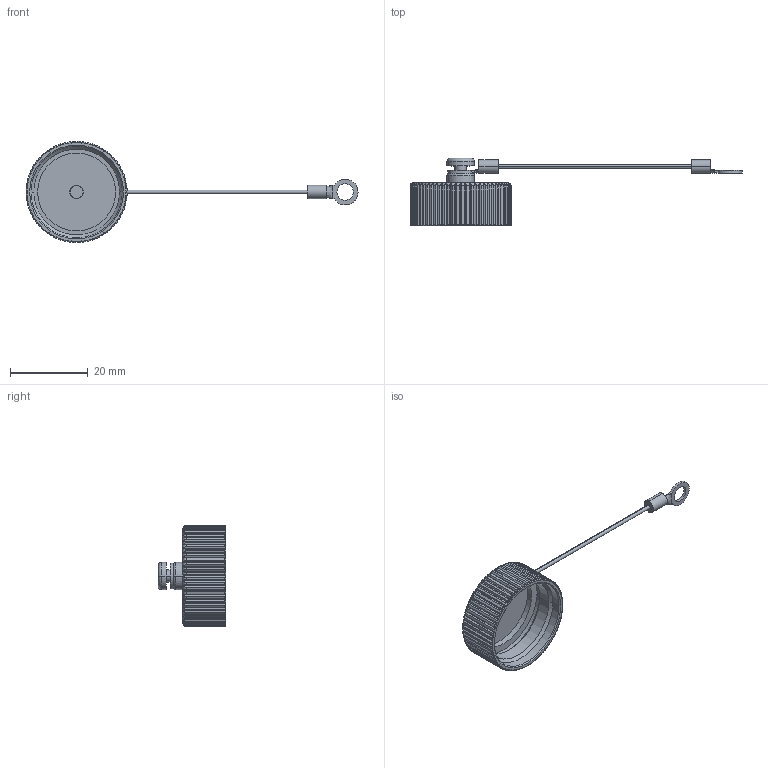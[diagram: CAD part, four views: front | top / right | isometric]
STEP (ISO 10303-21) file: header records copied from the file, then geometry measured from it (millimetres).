
FILE_DESCRIPTION((''),'2;1');
FILE_NAME('21-3','2017-08-05T',('ch.chen'),(''),'PRO/ENGINEER BY PARAMETRIC TECHNOLOGY CORPORATION, 2012480','PRO/ENGINEER BY PARAMETRIC TECHNOLOGY CORPORATION, 2012480','');
FILE_SCHEMA(('AUTOMOTIVE_DESIGN { 1 0 10303 214 1 1 1 1 }'));
Length unit declared in the file: millimetre
Products named in the file (1): 21-3
Bounding box: 85.3 x 17.35 x 25.99 mm (x, y, z)
Volume: 2121.4 mm3; surface area: 3460.2 mm2
Topology: 1 solids, 1 shells, 348 faces, 1008 edges, 672 vertices
Faces by surface type: plane 148, cylinder 90, torus 70, bspline 32, cone 8
Entity records: 15070 total; most frequent: CARTESIAN_POINT 6374, ORIENTED_EDGE 2016, DIRECTION 1560, EDGE_CURVE 1008, VERTEX_POINT 672, AXIS2_PLACEMENT_3D 596, VECTOR 368, LINE 368
